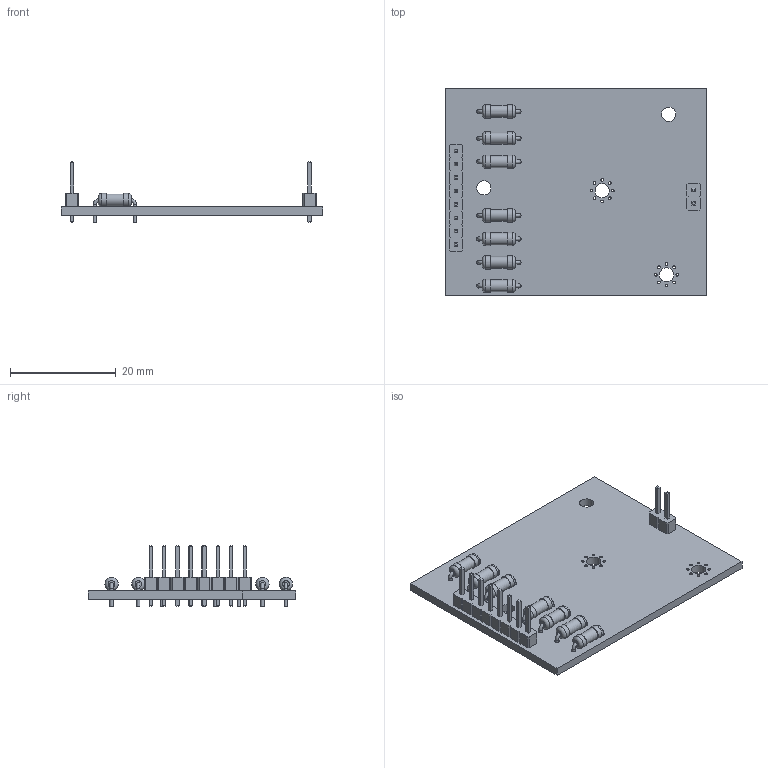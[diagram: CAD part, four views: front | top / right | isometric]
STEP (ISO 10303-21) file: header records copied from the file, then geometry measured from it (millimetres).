
FILE_DESCRIPTION(('KiCad electronic assembly'),'2;1');
FILE_NAME('test.step','2020-10-04T18:24:13',('An Author'),('A Company'), 'Open CASCADE STEP processor 6.9','KiCad to STEP converter','Unknown' );
FILE_SCHEMA(('AUTOMOTIVE_DESIGN { 1 0 10303 214 1 1 1 1 }'));
Length unit declared in the file: millimetre
Products named in the file (8): Open CASCADE STEP translator 6.9 1; PinHeader_1x08_P2.54mm_Vertical; SOLID; R_Axial_DIN0207_L6.3mm_D2.5mm_P7.62mm_Horizontal; PinHeader_1x02_P2.54mm_Vertical; COMPOUND
Assembly tree (13 placements, depth 3):
  Open CASCADE STEP translator 6.9 1
    PinHeader_1x08_P2.54mm_Vertical
      SOLID
    R_Axial_DIN0207_L6.3mm_D2.5mm_P7.62mm_Horizontal  x7
      SOLID
    PinHeader_1x02_P2.54mm_Vertical
      SOLID
    COMPOUND
Bounding box: 49.53 x 39.37 x 11.54 mm (x, y, z)
Volume: 3457 mm3; surface area: 5313.2 mm2
Topology: 10 solids, 10 shells, 404 faces, 900 edges, 564 vertices
Faces by surface type: plane 297, cylinder 79, torus 28
Full cylindrical faces by diameter (mm): 0.5 x16, 0.6 x14, 0.8 x14, 1 x10, 2.25 x7, 2.5 x14, 2.7 x4
Entity records: 22307 total; most frequent: CARTESIAN_POINT 4330, DIRECTION 3032, LINE 2078, VECTOR 2078, ORIENTED_EDGE 1524, PCURVE 1524, DEFINITIONAL_REPRESENTATION 1524, EDGE_CURVE 762
